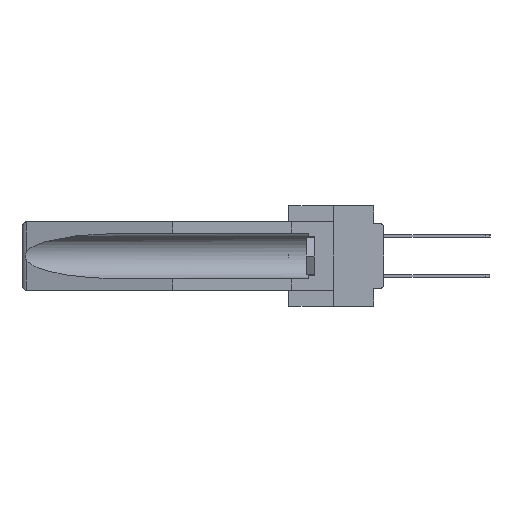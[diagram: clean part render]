
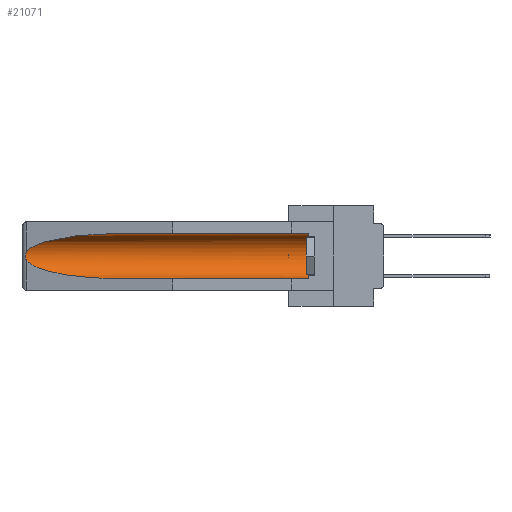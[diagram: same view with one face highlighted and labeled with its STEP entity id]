
A CAD part, left-side view. The second image highlights one B-rep face of the part: STEP entity #21071.
In plain terms, the highlighted cylindrical face has radius 2.857 mm (diameter 5.715 mm), a partial arc.
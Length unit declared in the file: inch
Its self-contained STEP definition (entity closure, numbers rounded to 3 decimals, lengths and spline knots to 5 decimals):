
#1314 = CARTESIAN_POINT ( 'NONE',  ( 0.26537, 1.52718, -0.14972 ) ) ;
#1696 = CARTESIAN_POINT ( 'NONE',  ( 0.155, 1.07973, -0.284 ) ) ;
#1785 = CARTESIAN_POINT ( 'NONE',  ( 0.2673, 1.53269, -0.17917 ) ) ;
#2077 = ORIENTED_EDGE ( 'NONE', *, *, #15141, .F. ) ;
#2376 = CARTESIAN_POINT ( 'NONE',  ( 0.2675, 1.53308, -0.16763 ) ) ;
#2915 = ORIENTED_EDGE ( 'NONE', *, *, #34590, .T. ) ;
#3216 = ORIENTED_EDGE ( 'NONE', *, *, #12337, .T. ) ;
#3752 = LINE ( 'NONE', #29343, #38837 ) ;
#4192 = VECTOR ( 'NONE', #38140, 39.37008 ) ;
#4721 = CARTESIAN_POINT ( 'NONE',  ( 0.26537, 1.52718, -0.14972 ) ) ;
#4963 = DIRECTION ( 'NONE',  ( 0., 0., 1. ) ) ;
#5160 = FACE_OUTER_BOUND ( 'NONE', #18922, .T. ) ;
#5449 = CARTESIAN_POINT ( 'NONE',  ( 0.26537, 1.52718, -0.14972 ) ) ;
#6902 = CARTESIAN_POINT ( 'NONE',  ( 0.25451, 1.48313, -0.24835 ) ) ;
#7524 = CARTESIAN_POINT ( 'NONE',  ( 0.26537, 1.52718, -0.19328 ) ) ;
#8065 = CARTESIAN_POINT ( 'NONE',  ( 0.155, 0.126, -0.1715 ) ) ;
#9485 = CARTESIAN_POINT ( 'NONE',  ( 0.26537, 1.52718, -0.19328 ) ) ;
#10142 = CARTESIAN_POINT ( 'NONE',  ( 0.155, 1.07973, -0.059 ) ) ;
#10824 = VERTEX_POINT ( 'NONE', #22374 ) ;
#11032 = CARTESIAN_POINT ( 'NONE',  ( 0.26597, 1.52961, -0.15275 ) ) ;
#12337 = EDGE_CURVE ( 'NONE', #36432, #18196, #16104, .T. ) ;
#13690 = CARTESIAN_POINT ( 'NONE',  ( 0.155, 1.07973, -0.284 ) ) ;
#14291 = CARTESIAN_POINT ( 'NONE',  ( 0.26654, 1.53092, -0.15636 ) ) ;
#14614 = DIRECTION ( 'NONE',  ( 0., 1., 0. ) ) ;
#15141 = EDGE_CURVE ( 'NONE', #17609, #37737, #3752, .T. ) ;
#15750 = ORIENTED_EDGE ( 'NONE', *, *, #34447, .T. ) ;
#16104 =( BOUNDED_CURVE ( )  B_SPLINE_CURVE ( 3, ( #10142, #22437, #16905, #1314 ),
 .UNSPECIFIED., .F., .F. ) 
 B_SPLINE_CURVE_WITH_KNOTS ( ( 4, 4 ),
 ( 4.71239, 6.08839 ),
 .UNSPECIFIED. ) 
 CURVE ( )  GEOMETRIC_REPRESENTATION_ITEM ( )  RATIONAL_B_SPLINE_CURVE ( ( 1., 0.848, 0.848, 1. ) ) 
 REPRESENTATION_ITEM ( '' )  );
#16564 = EDGE_CURVE ( 'NONE', #17609, #10824, #31717, .T. ) ;
#16905 = CARTESIAN_POINT ( 'NONE',  ( 0.25451, 1.48313, -0.09465 ) ) ;
#17431 =( BOUNDED_CURVE ( )  B_SPLINE_CURVE ( 3, ( #7524, #6902, #35437, #13690 ),
 .UNSPECIFIED., .F., .F. ) 
 B_SPLINE_CURVE_WITH_KNOTS ( ( 4, 4 ),
 ( 0.1948, 1.5708 ),
 .UNSPECIFIED. ) 
 CURVE ( )  GEOMETRIC_REPRESENTATION_ITEM ( )  RATIONAL_B_SPLINE_CURVE ( ( 1., 0.848, 0.848, 1. ) ) 
 REPRESENTATION_ITEM ( '' )  );
#17609 = VERTEX_POINT ( 'NONE', #23053 ) ;
#17989 = CARTESIAN_POINT ( 'NONE',  ( 0.26537, 1.52718, -0.19328 ) ) ;
#18015 = B_SPLINE_CURVE_WITH_KNOTS ( 'NONE', 3,
 ( #5449, #11032, #14291, #23943, #2376, #36452, #1785, #26802, #24146, #17989 ),
 .UNSPECIFIED., .F., .F.,
 ( 4, 2, 2, 2, 4 ),
 ( 0., 0.00029, 0.00058, 0.00087, 0.00117 ),
 .UNSPECIFIED. ) ;
#18196 = VERTEX_POINT ( 'NONE', #4721 ) ;
#18922 = EDGE_LOOP ( 'NONE', ( #3216, #2915, #15750, #2077, #39268, #23170 ) ) ;
#19065 = LINE ( 'NONE', #28276, #4192 ) ;
#20974 = CYLINDRICAL_SURFACE ( 'NONE', #24478, 0.1125 ) ;
#21071 = ADVANCED_FACE ( 'NONE', ( #5160 ), #20974, .F. ) ;
#22374 = CARTESIAN_POINT ( 'NONE',  ( 0.155, 0.126, -0.059 ) ) ;
#22437 = CARTESIAN_POINT ( 'NONE',  ( 0.21114, 1.30732, -0.059 ) ) ;
#22761 = EDGE_CURVE ( 'NONE', #10824, #36432, #19065, .T. ) ;
#23053 = CARTESIAN_POINT ( 'NONE',  ( 0.155, 0.126, -0.284 ) ) ;
#23170 = ORIENTED_EDGE ( 'NONE', *, *, #22761, .T. ) ;
#23943 = CARTESIAN_POINT ( 'NONE',  ( 0.2673, 1.5327, -0.16383 ) ) ;
#23989 = CARTESIAN_POINT ( 'NONE',  ( 0.155, 1.07973, -0.059 ) ) ;
#24146 = CARTESIAN_POINT ( 'NONE',  ( 0.26597, 1.5296, -0.19026 ) ) ;
#24478 = AXIS2_PLACEMENT_3D ( 'NONE', #30205, #14614, #27132 ) ;
#25430 = VERTEX_POINT ( 'NONE', #9485 ) ;
#26268 = DIRECTION ( 'NONE',  ( 0., 1., 0. ) ) ;
#26725 = DIRECTION ( 'NONE',  ( 0., -1., 0. ) ) ;
#26802 = CARTESIAN_POINT ( 'NONE',  ( 0.26655, 1.53094, -0.18657 ) ) ;
#27132 = DIRECTION ( 'NONE',  ( 0., 0., 1. ) ) ;
#28276 = CARTESIAN_POINT ( 'NONE',  ( 0.155, -0.30754, -0.059 ) ) ;
#29343 = CARTESIAN_POINT ( 'NONE',  ( 0.155, -0.30754, -0.284 ) ) ;
#29748 = AXIS2_PLACEMENT_3D ( 'NONE', #8065, #26725, #4963 ) ;
#30205 = CARTESIAN_POINT ( 'NONE',  ( 0.155, -0.30754, -0.1715 ) ) ;
#31717 = CIRCLE ( 'NONE', #29748, 0.1125 ) ;
#34447 = EDGE_CURVE ( 'NONE', #25430, #37737, #17431, .T. ) ;
#34590 = EDGE_CURVE ( 'NONE', #18196, #25430, #18015, .T. ) ;
#35437 = CARTESIAN_POINT ( 'NONE',  ( 0.21114, 1.30732, -0.284 ) ) ;
#36432 = VERTEX_POINT ( 'NONE', #23989 ) ;
#36452 = CARTESIAN_POINT ( 'NONE',  ( 0.2675, 1.53308, -0.17534 ) ) ;
#37737 = VERTEX_POINT ( 'NONE', #1696 ) ;
#38140 = DIRECTION ( 'NONE',  ( 0., 1., 0. ) ) ;
#38837 = VECTOR ( 'NONE', #26268, 39.37008 ) ;
#39268 = ORIENTED_EDGE ( 'NONE', *, *, #16564, .T. ) ;
